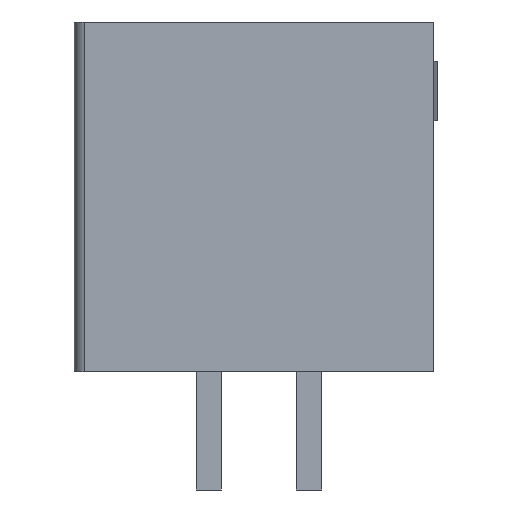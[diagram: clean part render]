
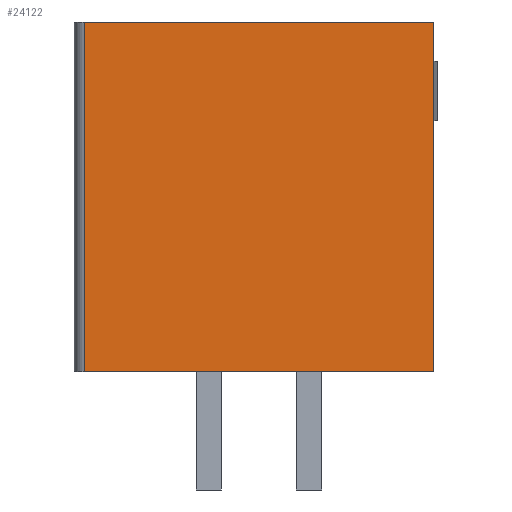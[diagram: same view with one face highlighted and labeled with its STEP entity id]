
A CAD part, left-side view. The second image highlights one B-rep face of the part: STEP entity #24122.
In plain terms, the highlighted planar face has unit normal (-1, 0, 0).
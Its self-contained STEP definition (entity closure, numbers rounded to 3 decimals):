
#51 = VERTEX_POINT('',#52);
#52 = CARTESIAN_POINT('',(-5.1,-3.155,8.85));
#58 = EDGE_CURVE('',#51,#59,#61,.T.);
#59 = VERTEX_POINT('',#60);
#60 = CARTESIAN_POINT('',(-5.1,-3.155,0.));
#61 = LINE('',#62,#63);
#62 = CARTESIAN_POINT('',(-5.1,-3.155,8.85));
#63 = VECTOR('',#64,1.);
#64 = DIRECTION('',(0.,0.,-1.));
#261 = VERTEX_POINT('',#262);
#262 = CARTESIAN_POINT('',(-5.1,5.695,0.));
#268 = EDGE_CURVE('',#269,#261,#271,.T.);
#269 = VERTEX_POINT('',#270);
#270 = CARTESIAN_POINT('',(-5.1,5.695,8.85));
#271 = LINE('',#272,#273);
#272 = CARTESIAN_POINT('',(-5.1,5.695,8.85));
#273 = VECTOR('',#274,1.);
#274 = DIRECTION('',(0.,0.,-1.));
#8778 = EDGE_CURVE('',#261,#59,#8779,.T.);
#8779 = LINE('',#8780,#8781);
#8780 = CARTESIAN_POINT('',(-5.1,5.695,0.));
#8781 = VECTOR('',#8782,1.);
#8782 = DIRECTION('',(0.,-1.,0.));
#24122 = ADVANCED_FACE('',(#24123),#24134,.F.);
#24123 = FACE_BOUND('',#24124,.T.);
#24124 = EDGE_LOOP('',(#24125,#24126,#24127,#24133));
#24125 = ORIENTED_EDGE('',*,*,#8778,.T.);
#24126 = ORIENTED_EDGE('',*,*,#58,.F.);
#24127 = ORIENTED_EDGE('',*,*,#24128,.F.);
#24128 = EDGE_CURVE('',#269,#51,#24129,.T.);
#24129 = LINE('',#24130,#24131);
#24130 = CARTESIAN_POINT('',(-5.1,5.695,8.85));
#24131 = VECTOR('',#24132,1.);
#24132 = DIRECTION('',(0.,-1.,0.));
#24133 = ORIENTED_EDGE('',*,*,#268,.T.);
#24134 = PLANE('',#24135);
#24135 = AXIS2_PLACEMENT_3D('',#24136,#24137,#24138);
#24136 = CARTESIAN_POINT('',(-5.1,5.695,8.85));
#24137 = DIRECTION('',(1.,0.,0.));
#24138 = DIRECTION('',(0.,1.,0.));
